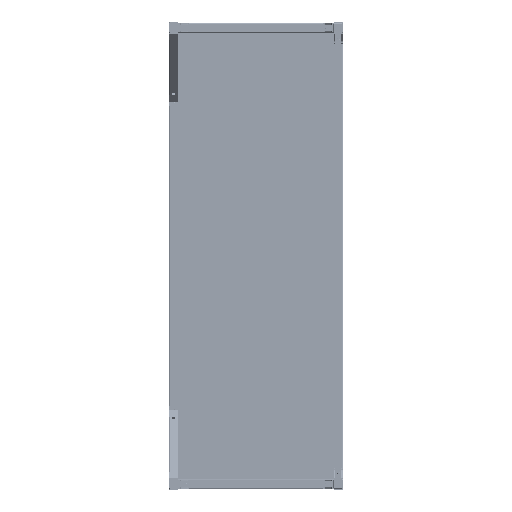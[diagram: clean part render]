
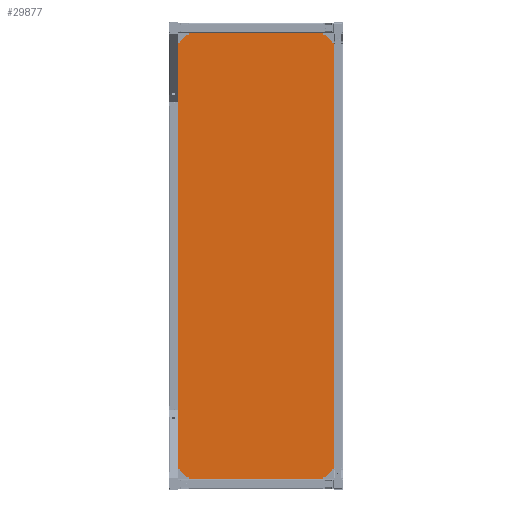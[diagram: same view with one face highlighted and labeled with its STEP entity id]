
A CAD part, front view. The second image highlights one B-rep face of the part: STEP entity #29877.
In plain terms, the highlighted planar face has unit normal (0, -1, 0).
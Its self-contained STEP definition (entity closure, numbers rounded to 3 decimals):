
#1679=FACE_BOUND('',#4726,.T.);
#1680=FACE_BOUND('',#4727,.T.);
#1681=FACE_BOUND('',#4728,.T.);
#1682=FACE_BOUND('',#4729,.T.);
#1683=FACE_BOUND('',#4730,.T.);
#1684=FACE_BOUND('',#4731,.T.);
#1685=FACE_BOUND('',#4732,.T.);
#1686=FACE_BOUND('',#4733,.T.);
#1687=FACE_BOUND('',#4734,.T.);
#1688=FACE_BOUND('',#4735,.T.);
#1689=FACE_BOUND('',#4736,.T.);
#1690=FACE_BOUND('',#4737,.T.);
#1903=CIRCLE('',#32154,3.);
#1904=CIRCLE('',#32156,3.);
#1905=CIRCLE('',#32158,3.);
#1906=CIRCLE('',#32160,3.);
#1907=CIRCLE('',#32162,3.);
#1908=CIRCLE('',#32164,3.);
#1909=CIRCLE('',#32166,3.);
#1910=CIRCLE('',#32168,3.);
#1911=CIRCLE('',#32170,3.);
#1912=CIRCLE('',#32172,3.);
#1913=CIRCLE('',#32174,3.);
#1914=CIRCLE('',#32176,3.);
#3110=FACE_OUTER_BOUND('',#4725,.T.);
#4725=EDGE_LOOP('',(#20757,#20758,#20759,#20760));
#4726=EDGE_LOOP('',(#20761));
#4727=EDGE_LOOP('',(#20762));
#4728=EDGE_LOOP('',(#20763));
#4729=EDGE_LOOP('',(#20764));
#4730=EDGE_LOOP('',(#20765));
#4731=EDGE_LOOP('',(#20766));
#4732=EDGE_LOOP('',(#20767));
#4733=EDGE_LOOP('',(#20768));
#4734=EDGE_LOOP('',(#20769));
#4735=EDGE_LOOP('',(#20770));
#4736=EDGE_LOOP('',(#20771));
#4737=EDGE_LOOP('',(#20772));
#6561=LINE('',#43788,#9821);
#6565=LINE('',#43796,#9825);
#6568=LINE('',#43802,#9828);
#6571=LINE('',#43807,#9831);
#9821=VECTOR('',#35308,10.);
#9825=VECTOR('',#35314,10.);
#9828=VECTOR('',#35319,10.);
#9831=VECTOR('',#35324,10.);
#13062=VERTEX_POINT('',#43738);
#13063=VERTEX_POINT('',#43742);
#13064=VERTEX_POINT('',#43746);
#13065=VERTEX_POINT('',#43750);
#13066=VERTEX_POINT('',#43754);
#13067=VERTEX_POINT('',#43758);
#13068=VERTEX_POINT('',#43762);
#13069=VERTEX_POINT('',#43766);
#13070=VERTEX_POINT('',#43770);
#13071=VERTEX_POINT('',#43774);
#13072=VERTEX_POINT('',#43778);
#13073=VERTEX_POINT('',#43782);
#13074=VERTEX_POINT('',#43786);
#13075=VERTEX_POINT('',#43787);
#13078=VERTEX_POINT('',#43795);
#13080=VERTEX_POINT('',#43801);
#16006=EDGE_CURVE('',#13062,#13062,#1903,.T.);
#16008=EDGE_CURVE('',#13063,#13063,#1904,.T.);
#16010=EDGE_CURVE('',#13064,#13064,#1905,.T.);
#16012=EDGE_CURVE('',#13065,#13065,#1906,.T.);
#16014=EDGE_CURVE('',#13066,#13066,#1907,.T.);
#16016=EDGE_CURVE('',#13067,#13067,#1908,.T.);
#16018=EDGE_CURVE('',#13068,#13068,#1909,.T.);
#16020=EDGE_CURVE('',#13069,#13069,#1910,.T.);
#16022=EDGE_CURVE('',#13070,#13070,#1911,.T.);
#16024=EDGE_CURVE('',#13071,#13071,#1912,.T.);
#16026=EDGE_CURVE('',#13072,#13072,#1913,.T.);
#16028=EDGE_CURVE('',#13073,#13073,#1914,.T.);
#16029=EDGE_CURVE('',#13074,#13075,#6561,.T.);
#16033=EDGE_CURVE('',#13078,#13074,#6565,.T.);
#16036=EDGE_CURVE('',#13080,#13078,#6568,.T.);
#16039=EDGE_CURVE('',#13075,#13080,#6571,.T.);
#20757=ORIENTED_EDGE('',*,*,#16039,.F.);
#20758=ORIENTED_EDGE('',*,*,#16029,.F.);
#20759=ORIENTED_EDGE('',*,*,#16033,.F.);
#20760=ORIENTED_EDGE('',*,*,#16036,.F.);
#20761=ORIENTED_EDGE('',*,*,#16006,.T.);
#20762=ORIENTED_EDGE('',*,*,#16008,.T.);
#20763=ORIENTED_EDGE('',*,*,#16010,.T.);
#20764=ORIENTED_EDGE('',*,*,#16012,.T.);
#20765=ORIENTED_EDGE('',*,*,#16014,.T.);
#20766=ORIENTED_EDGE('',*,*,#16016,.T.);
#20767=ORIENTED_EDGE('',*,*,#16018,.T.);
#20768=ORIENTED_EDGE('',*,*,#16020,.T.);
#20769=ORIENTED_EDGE('',*,*,#16022,.T.);
#20770=ORIENTED_EDGE('',*,*,#16024,.T.);
#20771=ORIENTED_EDGE('',*,*,#16026,.T.);
#20772=ORIENTED_EDGE('',*,*,#16028,.T.);
#28736=PLANE('',#32182);
#29877=ADVANCED_FACE('',(#3110,#1679,#1680,#1681,#1682,#1683,#1684,#1685,
#1686,#1687,#1688,#1689,#1690),#28736,.F.);
#32154=AXIS2_PLACEMENT_3D('',#43740,#35249,#35250);
#32156=AXIS2_PLACEMENT_3D('',#43744,#35254,#35255);
#32158=AXIS2_PLACEMENT_3D('',#43748,#35259,#35260);
#32160=AXIS2_PLACEMENT_3D('',#43752,#35264,#35265);
#32162=AXIS2_PLACEMENT_3D('',#43756,#35269,#35270);
#32164=AXIS2_PLACEMENT_3D('',#43760,#35274,#35275);
#32166=AXIS2_PLACEMENT_3D('',#43764,#35279,#35280);
#32168=AXIS2_PLACEMENT_3D('',#43768,#35284,#35285);
#32170=AXIS2_PLACEMENT_3D('',#43772,#35289,#35290);
#32172=AXIS2_PLACEMENT_3D('',#43776,#35294,#35295);
#32174=AXIS2_PLACEMENT_3D('',#43780,#35299,#35300);
#32176=AXIS2_PLACEMENT_3D('',#43784,#35304,#35305);
#32182=AXIS2_PLACEMENT_3D('',#43810,#35328,#35329);
#35249=DIRECTION('center_axis',(0.,1.,0.));
#35250=DIRECTION('ref_axis',(1.,0.,0.));
#35254=DIRECTION('center_axis',(0.,1.,0.));
#35255=DIRECTION('ref_axis',(1.,0.,0.));
#35259=DIRECTION('center_axis',(0.,1.,0.));
#35260=DIRECTION('ref_axis',(1.,0.,0.));
#35264=DIRECTION('center_axis',(0.,1.,0.));
#35265=DIRECTION('ref_axis',(1.,0.,0.));
#35269=DIRECTION('center_axis',(0.,1.,0.));
#35270=DIRECTION('ref_axis',(1.,0.,0.));
#35274=DIRECTION('center_axis',(0.,1.,0.));
#35275=DIRECTION('ref_axis',(1.,0.,0.));
#35279=DIRECTION('center_axis',(0.,1.,0.));
#35280=DIRECTION('ref_axis',(1.,0.,0.));
#35284=DIRECTION('center_axis',(0.,1.,0.));
#35285=DIRECTION('ref_axis',(1.,0.,0.));
#35289=DIRECTION('center_axis',(0.,1.,0.));
#35290=DIRECTION('ref_axis',(1.,0.,0.));
#35294=DIRECTION('center_axis',(0.,1.,0.));
#35295=DIRECTION('ref_axis',(1.,0.,0.));
#35299=DIRECTION('center_axis',(0.,1.,0.));
#35300=DIRECTION('ref_axis',(1.,0.,0.));
#35304=DIRECTION('center_axis',(0.,1.,0.));
#35305=DIRECTION('ref_axis',(1.,0.,0.));
#35308=DIRECTION('',(0.,0.,-1.));
#35314=DIRECTION('',(1.,0.,0.));
#35319=DIRECTION('',(0.,0.,1.));
#35324=DIRECTION('',(-1.,0.,0.));
#35328=DIRECTION('center_axis',(0.,1.,0.));
#35329=DIRECTION('ref_axis',(0.,0.,1.));
#43738=CARTESIAN_POINT('',(-3.,0.,-735.));
#43740=CARTESIAN_POINT('Origin',(0.,0.,-735.));
#43742=CARTESIAN_POINT('',(-3.,0.,735.));
#43744=CARTESIAN_POINT('Origin',(0.,0.,735.));
#43746=CARTESIAN_POINT('',(262.,0.,-735.));
#43748=CARTESIAN_POINT('Origin',(265.,0.,-735.));
#43750=CARTESIAN_POINT('',(262.,0.,-367.5));
#43752=CARTESIAN_POINT('Origin',(265.,0.,-367.5));
#43754=CARTESIAN_POINT('',(262.,0.,0.));
#43756=CARTESIAN_POINT('Origin',(265.,0.,0.));
#43758=CARTESIAN_POINT('',(262.,0.,367.5));
#43760=CARTESIAN_POINT('Origin',(265.,0.,367.5));
#43762=CARTESIAN_POINT('',(262.,0.,735.));
#43764=CARTESIAN_POINT('Origin',(265.,0.,735.));
#43766=CARTESIAN_POINT('',(-268.,0.,-735.));
#43768=CARTESIAN_POINT('Origin',(-265.,0.,-735.));
#43770=CARTESIAN_POINT('',(-268.,0.,-367.5));
#43772=CARTESIAN_POINT('Origin',(-265.,0.,-367.5));
#43774=CARTESIAN_POINT('',(-268.,0.,0.));
#43776=CARTESIAN_POINT('Origin',(-265.,0.,0.));
#43778=CARTESIAN_POINT('',(-268.,0.,367.5));
#43780=CARTESIAN_POINT('Origin',(-265.,0.,367.5));
#43782=CARTESIAN_POINT('',(-268.,0.,735.));
#43784=CARTESIAN_POINT('Origin',(-265.,0.,735.));
#43786=CARTESIAN_POINT('',(280.,0.,750.));
#43787=CARTESIAN_POINT('',(280.,0.,-750.));
#43788=CARTESIAN_POINT('',(280.,0.,750.));
#43795=CARTESIAN_POINT('',(-280.,0.,750.));
#43796=CARTESIAN_POINT('',(-280.,0.,750.));
#43801=CARTESIAN_POINT('',(-280.,0.,-750.));
#43802=CARTESIAN_POINT('',(-280.,0.,-750.));
#43807=CARTESIAN_POINT('',(280.,0.,-750.));
#43810=CARTESIAN_POINT('Origin',(0.,0.,0.));
